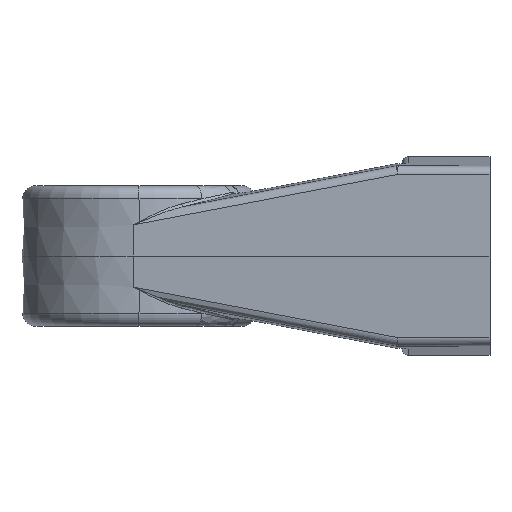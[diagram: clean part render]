
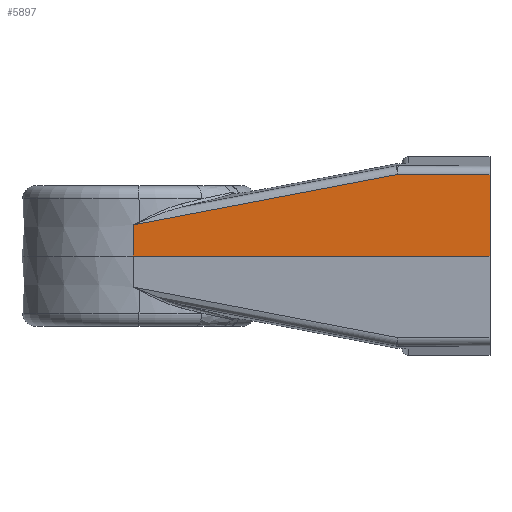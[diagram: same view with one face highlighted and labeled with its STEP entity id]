
A CAD part, left-side view. The second image highlights one B-rep face of the part: STEP entity #5897.
In plain terms, the highlighted planar face has unit normal (-0.999, 0.05, 0.009).
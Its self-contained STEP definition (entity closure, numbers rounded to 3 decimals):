
#128 = VERTEX_POINT ( 'NONE', #8590 ) ;
#408 = CARTESIAN_POINT ( 'NONE',  ( -19.929, 60.988, 5.318 ) ) ;
#816 = CARTESIAN_POINT ( 'NONE',  ( -22.998, 0., 0.201 ) ) ;
#1352 = DIRECTION ( 'NONE',  ( 0.05, 0.999, 0. ) ) ;
#1391 = FACE_OUTER_BOUND ( 'NONE', #9869, .T. ) ;
#2115 = LINE ( 'NONE', #4819, #6933 ) ;
#2121 = CARTESIAN_POINT ( 'NONE',  ( -23., 0., 0. ) ) ;
#2170 = VERTEX_POINT ( 'NONE', #2121 ) ;
#2281 = DIRECTION ( 'NONE',  ( -0.047, -0.981, 0.187 ) ) ;
#2332 = ORIENTED_EDGE ( 'NONE', *, *, #6540, .F. ) ;
#3834 = VERTEX_POINT ( 'NONE', #408 ) ;
#3871 = CARTESIAN_POINT ( 'NONE',  ( -22.011, 17.546, 13.603 ) ) ;
#4072 = CARTESIAN_POINT ( 'NONE',  ( -22.878, 0.006, 13.882 ) ) ;
#4819 = CARTESIAN_POINT ( 'NONE',  ( -19.975, 60.991, 0. ) ) ;
#5045 = EDGE_CURVE ( 'NONE', #3834, #9138, #2115, .T. ) ;
#5897 = ADVANCED_FACE ( 'NONE', ( #1391 ), #19012, .T. ) ;
#6280 = ORIENTED_EDGE ( 'NONE', *, *, #17492, .F. ) ;
#6323 = VECTOR ( 'NONE', #2281, 1000. ) ;
#6540 = EDGE_CURVE ( 'NONE', #14641, #128, #8298, .T. ) ;
#6933 = VECTOR ( 'NONE', #16817, 1000. ) ;
#7731 = DIRECTION ( 'NONE',  ( -0.009, 0., -1. ) ) ;
#8298 = LINE ( 'NONE', #4072, #10554 ) ;
#8466 = LINE ( 'NONE', #816, #10256 ) ;
#8590 = CARTESIAN_POINT ( 'NONE',  ( -22.879, 0., 13.882 ) ) ;
#8862 = ORIENTED_EDGE ( 'NONE', *, *, #11186, .F. ) ;
#9138 = VERTEX_POINT ( 'NONE', #14073 ) ;
#9869 = EDGE_LOOP ( 'NONE', ( #6280, #11443, #11023, #8862, #2332 ) ) ;
#10031 = CARTESIAN_POINT ( 'NONE',  ( -22.258, 14.963, 0. ) ) ;
#10199 = DIRECTION ( 'NONE',  ( -0.999, 0.05, 0.009 ) ) ;
#10256 = VECTOR ( 'NONE', #7731, 1000. ) ;
#10554 = VECTOR ( 'NONE', #15782, 1000. ) ;
#11023 = ORIENTED_EDGE ( 'NONE', *, *, #18637, .F. ) ;
#11186 = EDGE_CURVE ( 'NONE', #128, #2170, #8466, .T. ) ;
#11419 = CARTESIAN_POINT ( 'NONE',  ( -22.258, 14.963, 0. ) ) ;
#11443 = ORIENTED_EDGE ( 'NONE', *, *, #5045, .T. ) ;
#11789 = AXIS2_PLACEMENT_3D ( 'NONE', #10031, #10199, #1352 ) ;
#12723 = LINE ( 'NONE', #11419, #17570 ) ;
#12894 = DIRECTION ( 'NONE',  ( 0.05, 0.999, 0. ) ) ;
#14073 = CARTESIAN_POINT ( 'NONE',  ( -19.975, 60.991, 0. ) ) ;
#14641 = VERTEX_POINT ( 'NONE', #18070 ) ;
#15782 = DIRECTION ( 'NONE',  ( -0.05, -0.999, -0.004 ) ) ;
#16408 = LINE ( 'NONE', #3871, #6323 ) ;
#16817 = DIRECTION ( 'NONE',  ( -0.009, 0., -1. ) ) ;
#17492 = EDGE_CURVE ( 'NONE', #3834, #14641, #16408, .T. ) ;
#17570 = VECTOR ( 'NONE', #12894, 1000. ) ;
#18070 = CARTESIAN_POINT ( 'NONE',  ( -22.096, 15.77, 13.942 ) ) ;
#18637 = EDGE_CURVE ( 'NONE', #2170, #9138, #12723, .T. ) ;
#19012 = PLANE ( 'NONE',  #11789 ) ;
